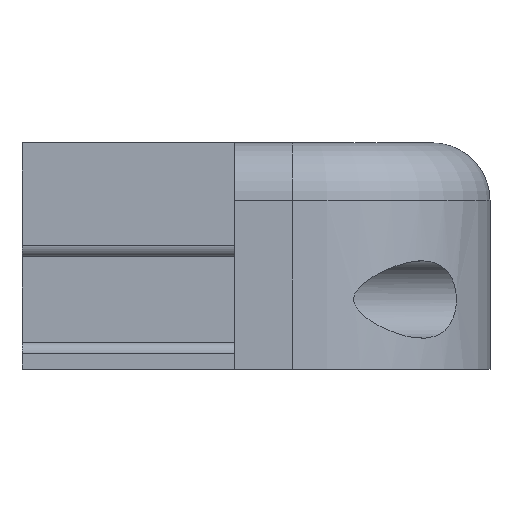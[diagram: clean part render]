
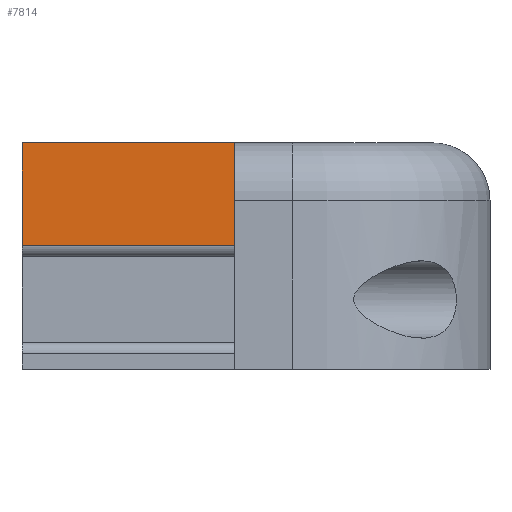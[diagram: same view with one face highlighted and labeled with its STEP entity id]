
A CAD part, front view. The second image highlights one B-rep face of the part: STEP entity #7814.
In plain terms, the highlighted planar face has unit normal (0, -1, 0).
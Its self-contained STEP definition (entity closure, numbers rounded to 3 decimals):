
#44 = PLANE('',#45);
#45 = AXIS2_PLACEMENT_3D('',#46,#47,#48);
#46 = CARTESIAN_POINT('',(20.,40.2,-5.));
#47 = DIRECTION('',(-1.,-0.,-0.));
#48 = DIRECTION('',(0.,1.,0.));
#1535 = VERTEX_POINT('',#1536);
#1536 = CARTESIAN_POINT('',(20.,-2.2,6.7));
#1550 = PLANE('',#1551);
#1551 = AXIS2_PLACEMENT_3D('',#1552,#1553,#1554);
#1552 = CARTESIAN_POINT('',(20.,46.2,6.7));
#1553 = DIRECTION('',(0.,0.,1.));
#1554 = DIRECTION('',(0.,1.,0.));
#1562 = EDGE_CURVE('',#1563,#1535,#1565,.T.);
#1563 = VERTEX_POINT('',#1564);
#1564 = CARTESIAN_POINT('',(20.,-2.2,1.4));
#1565 = SURFACE_CURVE('',#1566,(#1570,#1577),.PCURVE_S1.);
#1566 = LINE('',#1567,#1568);
#1567 = CARTESIAN_POINT('',(20.,-2.2,-5.));
#1568 = VECTOR('',#1569,1.);
#1569 = DIRECTION('',(0.,0.,1.));
#1570 = PCURVE('',#44,#1571);
#1571 = DEFINITIONAL_REPRESENTATION('',(#1572),#1576);
#1572 = LINE('',#1573,#1574);
#1573 = CARTESIAN_POINT('',(-42.4,0.));
#1574 = VECTOR('',#1575,1.);
#1575 = DIRECTION('',(-0.,-1.));
#1576 = ( GEOMETRIC_REPRESENTATION_CONTEXT(2) 
PARAMETRIC_REPRESENTATION_CONTEXT() REPRESENTATION_CONTEXT('2D SPACE',''
  ) );
#1577 = PCURVE('',#1578,#1583);
#1578 = PLANE('',#1579);
#1579 = AXIS2_PLACEMENT_3D('',#1580,#1581,#1582);
#1580 = CARTESIAN_POINT('',(31.,-2.2,-5.));
#1581 = DIRECTION('',(0.,1.,0.));
#1582 = DIRECTION('',(1.,0.,0.));
#1583 = DEFINITIONAL_REPRESENTATION('',(#1584),#1588);
#1584 = LINE('',#1585,#1586);
#1585 = CARTESIAN_POINT('',(-11.,0.));
#1586 = VECTOR('',#1587,1.);
#1587 = DIRECTION('',(-0.,-1.));
#1588 = ( GEOMETRIC_REPRESENTATION_CONTEXT(2) 
PARAMETRIC_REPRESENTATION_CONTEXT() REPRESENTATION_CONTEXT('2D SPACE',''
  ) );
#1611 = CYLINDRICAL_SURFACE('',#1612,0.6);
#1612 = AXIS2_PLACEMENT_3D('',#1613,#1614,#1615);
#1613 = CARTESIAN_POINT('',(20.,-1.6,1.4));
#1614 = DIRECTION('',(1.,0.,0.));
#1615 = DIRECTION('',(0.,-1.,0.));
#5303 = PLANE('',#5304);
#5304 = AXIS2_PLACEMENT_3D('',#5305,#5306,#5307);
#5305 = CARTESIAN_POINT('',(31.,-6.2,-5.));
#5306 = DIRECTION('',(1.,0.,0.));
#5307 = DIRECTION('',(-0.,-1.,-0.));
#7367 = VERTEX_POINT('',#7368);
#7368 = CARTESIAN_POINT('',(31.,-2.2,1.4));
#7394 = EDGE_CURVE('',#1563,#7367,#7395,.T.);
#7395 = SURFACE_CURVE('',#7396,(#7400,#7407),.PCURVE_S1.);
#7396 = LINE('',#7397,#7398);
#7397 = CARTESIAN_POINT('',(20.,-2.2,1.4));
#7398 = VECTOR('',#7399,1.);
#7399 = DIRECTION('',(1.,0.,0.));
#7400 = PCURVE('',#1611,#7401);
#7401 = DEFINITIONAL_REPRESENTATION('',(#7402),#7406);
#7402 = LINE('',#7403,#7404);
#7403 = CARTESIAN_POINT('',(0.,0.));
#7404 = VECTOR('',#7405,1.);
#7405 = DIRECTION('',(0.,1.));
#7406 = ( GEOMETRIC_REPRESENTATION_CONTEXT(2) 
PARAMETRIC_REPRESENTATION_CONTEXT() REPRESENTATION_CONTEXT('2D SPACE',''
  ) );
#7407 = PCURVE('',#1578,#7408);
#7408 = DEFINITIONAL_REPRESENTATION('',(#7409),#7413);
#7409 = LINE('',#7410,#7411);
#7410 = CARTESIAN_POINT('',(-11.,-6.4));
#7411 = VECTOR('',#7412,1.);
#7412 = DIRECTION('',(1.,-0.));
#7413 = ( GEOMETRIC_REPRESENTATION_CONTEXT(2) 
PARAMETRIC_REPRESENTATION_CONTEXT() REPRESENTATION_CONTEXT('2D SPACE',''
  ) );
#7451 = VERTEX_POINT('',#7452);
#7452 = CARTESIAN_POINT('',(31.,-2.2,6.7));
#7473 = EDGE_CURVE('',#1535,#7451,#7474,.T.);
#7474 = SURFACE_CURVE('',#7475,(#7479,#7486),.PCURVE_S1.);
#7475 = LINE('',#7476,#7477);
#7476 = CARTESIAN_POINT('',(25.5,-2.2,6.7));
#7477 = VECTOR('',#7478,1.);
#7478 = DIRECTION('',(1.,0.,0.));
#7479 = PCURVE('',#1550,#7480);
#7480 = DEFINITIONAL_REPRESENTATION('',(#7481),#7485);
#7481 = LINE('',#7482,#7483);
#7482 = CARTESIAN_POINT('',(-48.4,-5.5));
#7483 = VECTOR('',#7484,1.);
#7484 = DIRECTION('',(-0.,-1.));
#7485 = ( GEOMETRIC_REPRESENTATION_CONTEXT(2) 
PARAMETRIC_REPRESENTATION_CONTEXT() REPRESENTATION_CONTEXT('2D SPACE',''
  ) );
#7486 = PCURVE('',#1578,#7487);
#7487 = DEFINITIONAL_REPRESENTATION('',(#7488),#7492);
#7488 = LINE('',#7489,#7490);
#7489 = CARTESIAN_POINT('',(-5.5,-11.7));
#7490 = VECTOR('',#7491,1.);
#7491 = DIRECTION('',(1.,-0.));
#7492 = ( GEOMETRIC_REPRESENTATION_CONTEXT(2) 
PARAMETRIC_REPRESENTATION_CONTEXT() REPRESENTATION_CONTEXT('2D SPACE',''
  ) );
#7814 = ADVANCED_FACE('',(#7815),#1578,.F.);
#7815 = FACE_BOUND('',#7816,.T.);
#7816 = EDGE_LOOP('',(#7817,#7838,#7839,#7840));
#7817 = ORIENTED_EDGE('',*,*,#7818,.T.);
#7818 = EDGE_CURVE('',#7367,#7451,#7819,.T.);
#7819 = SURFACE_CURVE('',#7820,(#7824,#7831),.PCURVE_S1.);
#7820 = LINE('',#7821,#7822);
#7821 = CARTESIAN_POINT('',(31.,-2.2,-5.));
#7822 = VECTOR('',#7823,1.);
#7823 = DIRECTION('',(0.,0.,1.));
#7824 = PCURVE('',#1578,#7825);
#7825 = DEFINITIONAL_REPRESENTATION('',(#7826),#7830);
#7826 = LINE('',#7827,#7828);
#7827 = CARTESIAN_POINT('',(-0.,0.));
#7828 = VECTOR('',#7829,1.);
#7829 = DIRECTION('',(-0.,-1.));
#7830 = ( GEOMETRIC_REPRESENTATION_CONTEXT(2) 
PARAMETRIC_REPRESENTATION_CONTEXT() REPRESENTATION_CONTEXT('2D SPACE',''
  ) );
#7831 = PCURVE('',#5303,#7832);
#7832 = DEFINITIONAL_REPRESENTATION('',(#7833),#7837);
#7833 = LINE('',#7834,#7835);
#7834 = CARTESIAN_POINT('',(-4.,0.));
#7835 = VECTOR('',#7836,1.);
#7836 = DIRECTION('',(-0.,-1.));
#7837 = ( GEOMETRIC_REPRESENTATION_CONTEXT(2) 
PARAMETRIC_REPRESENTATION_CONTEXT() REPRESENTATION_CONTEXT('2D SPACE',''
  ) );
#7838 = ORIENTED_EDGE('',*,*,#7473,.F.);
#7839 = ORIENTED_EDGE('',*,*,#1562,.F.);
#7840 = ORIENTED_EDGE('',*,*,#7394,.T.);
